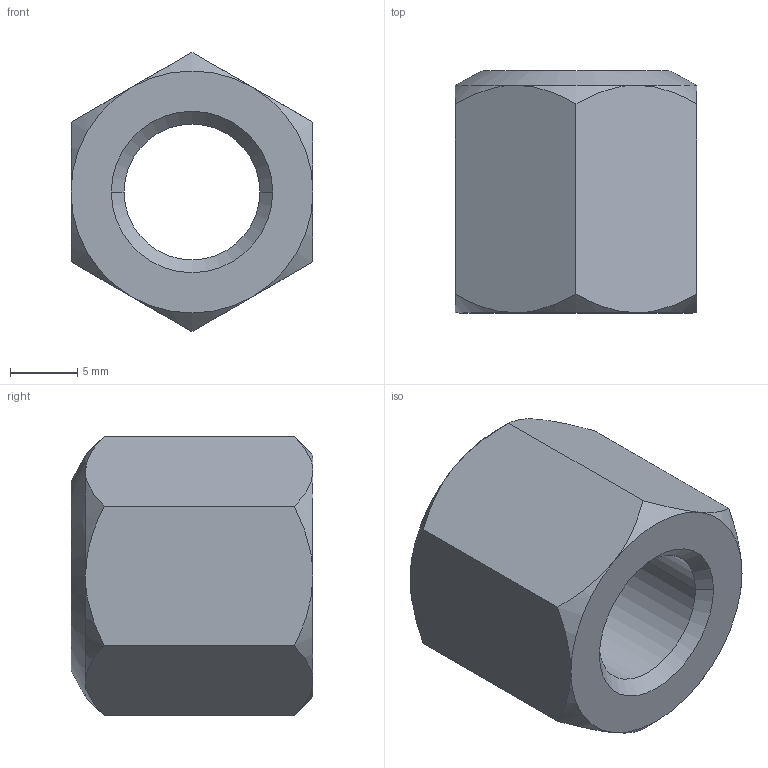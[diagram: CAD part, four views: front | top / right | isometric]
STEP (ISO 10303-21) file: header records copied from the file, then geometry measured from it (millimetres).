
FILE_DESCRIPTION( ( '' ), '1' );
FILE_NAME( 'Hexagon_nut_DIN_6330_M12_B_2_14a.stp', '2012-04-10T09:36:15', ( '' ), ( '' ), ' ', ' ', ' ' );
FILE_SCHEMA( ( 'automotive_design' ) );
Length unit declared in the file: millimetre
Products named in the file (1): 1
Bounding box: 18 x 18 x 20.78 mm (x, y, z)
Volume: 3473.6 mm3; surface area: 1970.8 mm2
Topology: 1 solids, 1 shells, 27 faces, 58 edges, 34 vertices
Faces by surface type: cone 16, plane 8, cylinder 2, sphere 1
Entity records: 1402 total; most frequent: CARTESIAN_POINT 168, STYLED_ITEM 120, PRESENTATION_STYLE_ASSIGNMENT 120, COLOUR_RGB 120, ORIENTED_EDGE 116, DIRECTION 112, EDGE_CURVE 58, CURVE_STYLE 58
